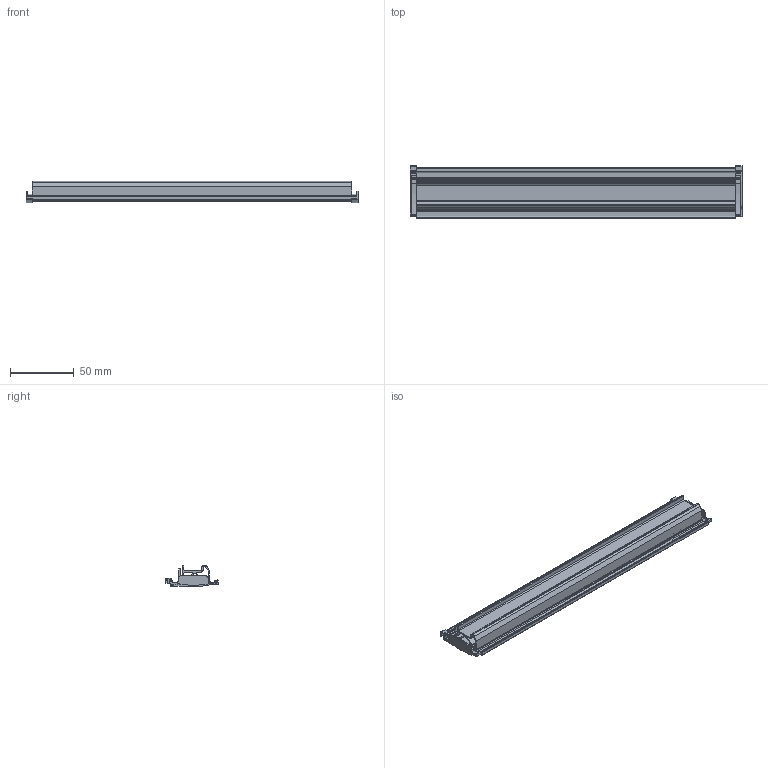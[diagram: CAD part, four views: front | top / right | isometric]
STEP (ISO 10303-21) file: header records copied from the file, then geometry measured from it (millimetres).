
FILE_DESCRIPTION(('CATIA V5 STEP Exchange','CAx-IF Rec.Pracs.--- Model Styling and Organization---1.4--- 2014-01-23'),'2;1');
FILE_NAME ('11797310_3', '2021-03-12T09:07:32+00:00', ('none'), ('Weidmueller'), 'CATIA Version 5-6 Release 2016 SP3 HF44', 'CATIA V5 STEP AP214', 'none');
FILE_SCHEMA(('AUTOMOTIVE_DESIGN { 1 0 10303 214 1 1 1 1 }'));
Length unit declared in the file: millimetre
Products named in the file (1): S3D_SET_CH20M_BUS_250MM_TS_35X15
Bounding box: 260 x 41.3 x 16.59 mm (x, y, z)
Volume: 44079.8 mm3; surface area: 81961.5 mm2
Topology: 10 solids, 10 shells, 309 faces, 871 edges, 582 vertices
Faces by surface type: plane 192, cylinder 117
Entity records: 10005 total; most frequent: ORIENTED_EDGE 1742, CARTESIAN_POINT 1740, DIRECTION 1443, EDGE_CURVE 871, VECTOR 633, LINE 633, VERTEX_POINT 582, AXIS2_PLACEMENT_3D 525
